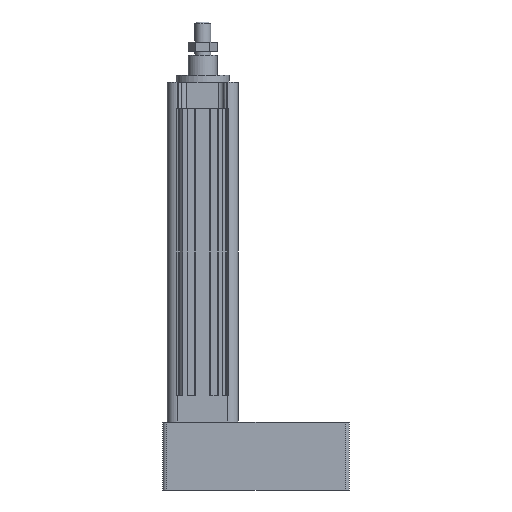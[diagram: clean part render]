
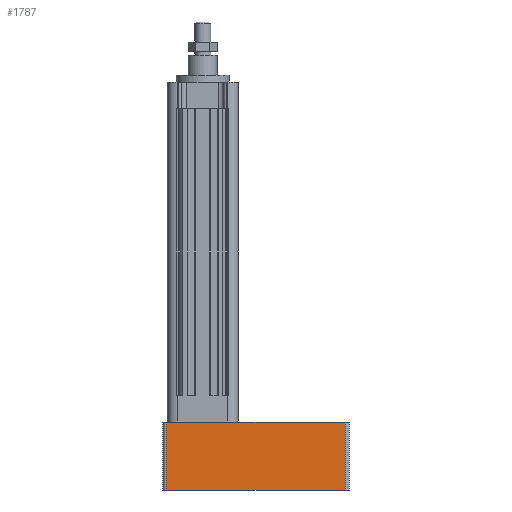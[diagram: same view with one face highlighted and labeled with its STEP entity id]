
A CAD part, front view. The second image highlights one B-rep face of the part: STEP entity #1787.
In plain terms, the highlighted planar face has unit normal (0, -1, 0).
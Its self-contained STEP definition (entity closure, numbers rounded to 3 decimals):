
#627 = DIRECTION ( 'NONE',  ( 0., 0., 1. ) ) ;
#821 = CARTESIAN_POINT ( 'NONE',  ( -27., -30.404, -71. ) ) ;
#827 = VERTEX_POINT ( 'NONE', #849 ) ;
#849 = CARTESIAN_POINT ( 'NONE',  ( 107., -30.404, -71. ) ) ;
#898 = VECTOR ( 'NONE', #2937, 1000. ) ;
#921 = ORIENTED_EDGE ( 'NONE', *, *, #6716, .F. ) ;
#1148 = VERTEX_POINT ( 'NONE', #1443 ) ;
#1443 = CARTESIAN_POINT ( 'NONE',  ( -27., -30.404, -71. ) ) ;
#1699 = CARTESIAN_POINT ( 'NONE',  ( -27., -30.404, -20. ) ) ;
#1728 = AXIS2_PLACEMENT_3D ( 'NONE', #5825, #4797, #3285 ) ;
#1787 = ADVANCED_FACE ( 'NONE', ( #6718 ), #4210, .F. ) ;
#1857 = ORIENTED_EDGE ( 'NONE', *, *, #4804, .T. ) ;
#2937 = DIRECTION ( 'NONE',  ( -1., 0., 0. ) ) ;
#3079 = VECTOR ( 'NONE', #627, 1000. ) ;
#3285 = DIRECTION ( 'NONE',  ( 0., 0., 1. ) ) ;
#3561 = VECTOR ( 'NONE', #4421, 1000. ) ;
#3875 = VECTOR ( 'NONE', #6615, 1000. ) ;
#3985 = EDGE_CURVE ( 'NONE', #827, #1148, #6256, .T. ) ;
#4144 = EDGE_LOOP ( 'NONE', ( #1857, #921, #5839, #5431 ) ) ;
#4160 = CARTESIAN_POINT ( 'NONE',  ( 107., -30.404, -20. ) ) ;
#4210 = PLANE ( 'NONE',  #1728 ) ;
#4247 = CARTESIAN_POINT ( 'NONE',  ( 107., -30.404, -71. ) ) ;
#4421 = DIRECTION ( 'NONE',  ( 0., 0., 1. ) ) ;
#4492 = CARTESIAN_POINT ( 'NONE',  ( 107., -30.404, -20. ) ) ;
#4498 = EDGE_CURVE ( 'NONE', #827, #5847, #5833, .T. ) ;
#4529 = VERTEX_POINT ( 'NONE', #1699 ) ;
#4757 = LINE ( 'NONE', #821, #3561 ) ;
#4797 = DIRECTION ( 'NONE',  ( 0., 1., 0. ) ) ;
#4804 = EDGE_CURVE ( 'NONE', #5847, #4529, #6671, .T. ) ;
#5431 = ORIENTED_EDGE ( 'NONE', *, *, #4498, .T. ) ;
#5825 = CARTESIAN_POINT ( 'NONE',  ( 107., -30.404, -71. ) ) ;
#5833 = LINE ( 'NONE', #4247, #3079 ) ;
#5839 = ORIENTED_EDGE ( 'NONE', *, *, #3985, .F. ) ;
#5847 = VERTEX_POINT ( 'NONE', #4160 ) ;
#6256 = LINE ( 'NONE', #6587, #898 ) ;
#6587 = CARTESIAN_POINT ( 'NONE',  ( 107., -30.404, -71. ) ) ;
#6615 = DIRECTION ( 'NONE',  ( -1., 0., 0. ) ) ;
#6671 = LINE ( 'NONE', #4492, #3875 ) ;
#6716 = EDGE_CURVE ( 'NONE', #1148, #4529, #4757, .T. ) ;
#6718 = FACE_OUTER_BOUND ( 'NONE', #4144, .T. ) ;
